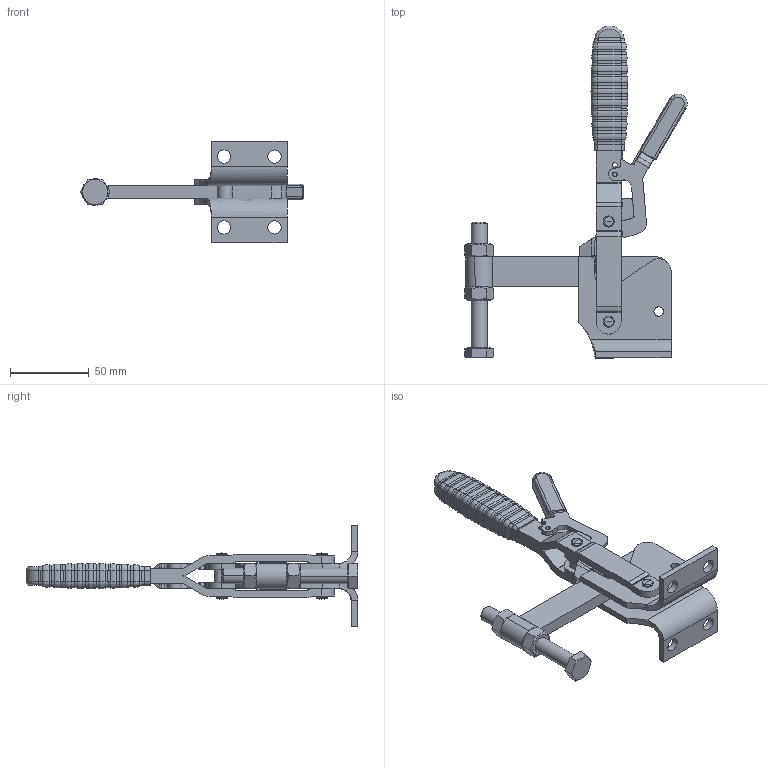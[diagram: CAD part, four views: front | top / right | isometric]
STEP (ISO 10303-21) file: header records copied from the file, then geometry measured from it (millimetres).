
FILE_DESCRIPTION((''),'2;1');
FILE_NAME('MG5SB-SL.stp','2009-11-24T15:25:41',('David'),(''),'Autodesk Inventor 8','Autodesk Inventor 8','');
FILE_SCHEMA(('AUTOMOTIVE_DESIGN { 1 0 10303 214 1 1 1 1 }'));
Length unit declared in the file: millimetre
Products named in the file (7): MG5SB-SL; ISO 4017  (Regular Thread) M10 x 80; MG5-SL S-BAR ASSEMBLY; MG5-SL SIDEPLATE B ASSEMBLY; MG5-SL LINK ASSEMBLY; MG5-SL HANDLE ASSEMBLY; MG5-SL LEVER ASSEMBLY
Assembly tree (6 placements, depth 2):
  MG5SB-SL
    ISO 4017  (Regular Thread) M10 x 80
    MG5-SL S-BAR ASSEMBLY
    MG5-SL SIDEPLATE B ASSEMBLY
    MG5-SL LINK ASSEMBLY
    MG5-SL HANDLE ASSEMBLY
    MG5-SL LEVER ASSEMBLY
Bounding box: 141.71 x 211.11 x 64.82 mm (x, y, z)
Volume: 119203.5 mm3; surface area: 62396.5 mm2
Topology: 7 solids, 8 shells, 707 faces, 1824 edges, 1142 vertices
Faces by surface type: bspline 268, cylinder 254, plane 125, cone 34, torus 22, sphere 4
Entity records: 27702 total; most frequent: CARTESIAN_POINT 10682, ORIENTED_EDGE 3632, DIRECTION 3587, EDGE_CURVE 1816, AXIS2_PLACEMENT_3D 1421, VERTEX_POINT 1142, CIRCLE 966, EDGE_LOOP 764
